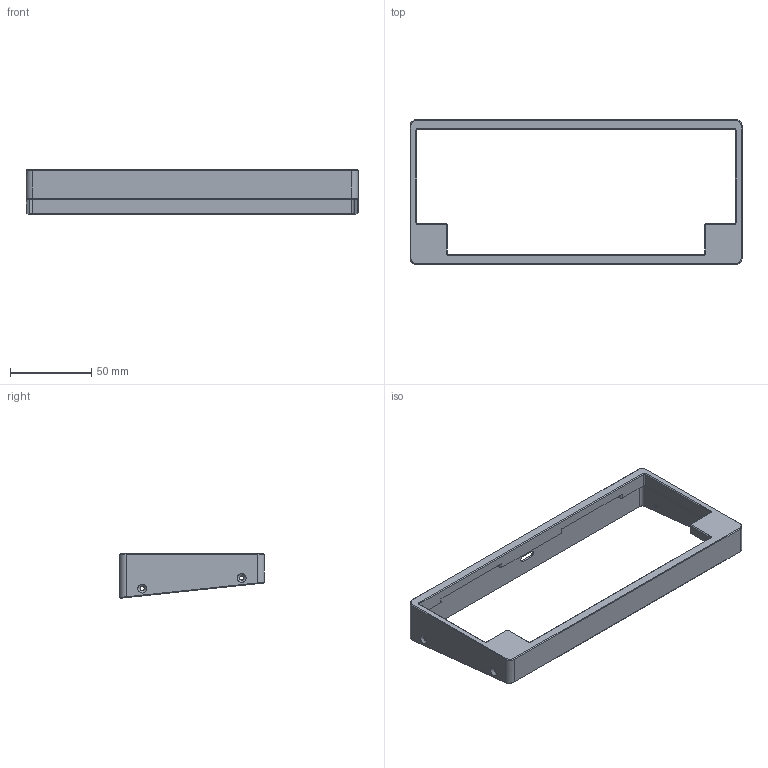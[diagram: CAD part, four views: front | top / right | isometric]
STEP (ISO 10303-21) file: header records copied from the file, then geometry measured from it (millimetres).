
FILE_DESCRIPTION(/* description */ (''),/* implementation_level */ '2;1');
FILE_NAME(/* name */ 'top_hhkb.step',/* time_stamp */ '2021-11-02T10:50:36+01:00',/* author */ (''),/* organization */ (''),/* preprocessor_version */ 'ST-DEVELOPER v18.1',/* originating_system */ 'Autodesk Translation Framework v10.10.0.1391',/* authorisation */ '');
FILE_SCHEMA (('AUTOMOTIVE_DESIGN { 1 0 10303 214 3 1 1 }'));
Length unit declared in the file: millimetre
Products named in the file (1): top_hhkb
Bounding box: 204.26 x 89.2 x 27.32 mm (x, y, z)
Volume: 44812.6 mm3; surface area: 32945 mm2
Topology: 1 solids, 1 shells, 123 faces, 324 edges, 204 vertices
Faces by surface type: plane 57, cylinder 40, cone 18, bspline 8
Full cylindrical faces by diameter (mm): 2.5 x4
Entity records: 3966 total; most frequent: CARTESIAN_POINT 844, ORIENTED_EDGE 648, DIRECTION 636, EDGE_CURVE 324, LINE 212, VECTOR 212, AXIS2_PLACEMENT_3D 212, VERTEX_POINT 204
